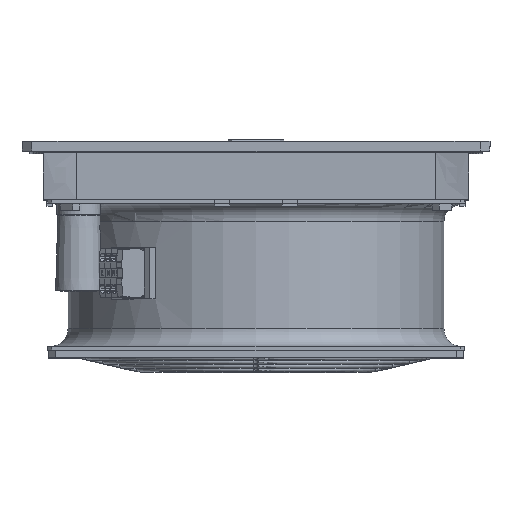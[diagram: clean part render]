
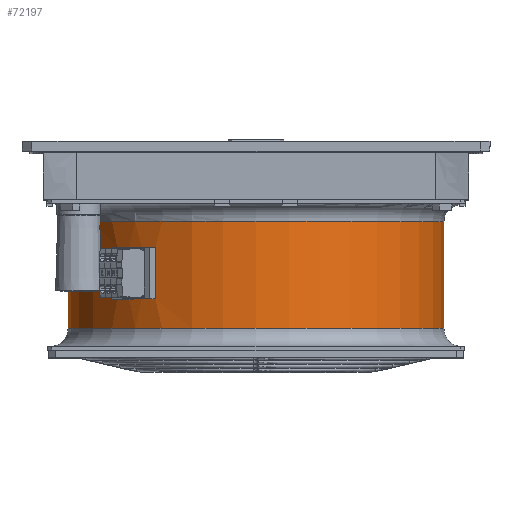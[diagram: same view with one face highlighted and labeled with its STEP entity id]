
A CAD part, top view. The second image highlights one B-rep face of the part: STEP entity #72197.
In plain terms, the highlighted cylindrical face has radius 128.5 mm (diameter 257 mm), a full revolution.
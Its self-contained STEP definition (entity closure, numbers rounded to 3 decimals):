
#1316 = FACE_BOUND ( 'NONE', #60437, .T. ) ;
#1961 = VECTOR ( 'NONE', #36073, 1000. ) ;
#3297 = CARTESIAN_POINT ( 'NONE',  ( 0., 33., 0. ) ) ;
#3319 = VERTEX_POINT ( 'NONE', #9845 ) ;
#3664 = VERTEX_POINT ( 'NONE', #72397 ) ;
#4288 = VERTEX_POINT ( 'NONE', #25331 ) ;
#5747 = FACE_OUTER_BOUND ( 'NONE', #10074, .T. ) ;
#7538 = VERTEX_POINT ( 'NONE', #21324 ) ;
#9039 = DIRECTION ( 'NONE',  ( 1., 0., 0. ) ) ;
#9845 = CARTESIAN_POINT ( 'NONE',  ( 94.895, 33., 86.644 ) ) ;
#10074 = EDGE_LOOP ( 'NONE', ( #26848 ) ) ;
#11795 = CARTESIAN_POINT ( 'NONE',  ( 0., 15., 128.5 ) ) ;
#14866 = EDGE_CURVE ( 'NONE', #7538, #7538, #25129, .T. ) ;
#16210 = AXIS2_PLACEMENT_3D ( 'NONE', #60695, #65443, #60206 ) ;
#19574 = EDGE_CURVE ( 'NONE', #23519, #4288, #50627, .T. ) ;
#21324 = CARTESIAN_POINT ( 'NONE',  ( 0., 88., 128.5 ) ) ;
#23357 = LINE ( 'NONE', #48207, #34028 ) ;
#23519 = VERTEX_POINT ( 'NONE', #25649 ) ;
#24889 = DIRECTION ( 'NONE',  ( 0., 1., 0. ) ) ;
#24924 = CARTESIAN_POINT ( 'NONE',  ( 94.895, 146.307, 86.644 ) ) ;
#25129 = CIRCLE ( 'NONE', #16210, 128.5 ) ;
#25151 = CARTESIAN_POINT ( 'NONE',  ( 0., 15., 0. ) ) ;
#25331 = CARTESIAN_POINT ( 'NONE',  ( 94.895, 68., 86.644 ) ) ;
#25649 = CARTESIAN_POINT ( 'NONE',  ( 68.849, 68., 108.499 ) ) ;
#26296 = DIRECTION ( 'NONE',  ( 0., -1., 0. ) ) ;
#26848 = ORIENTED_EDGE ( 'NONE', *, *, #14866, .F. ) ;
#27648 = AXIS2_PLACEMENT_3D ( 'NONE', #25151, #70625, #36547 ) ;
#31929 = DIRECTION ( 'NONE',  ( -1., 0., 0. ) ) ;
#31943 = CIRCLE ( 'NONE', #45149, 128.5 ) ;
#34028 = VECTOR ( 'NONE', #24889, 1000. ) ;
#34427 = EDGE_CURVE ( 'NONE', #3319, #3664, #31943, .T. ) ;
#34991 = DIRECTION ( 'NONE',  ( 0., 0., 1. ) ) ;
#36073 = DIRECTION ( 'NONE',  ( 0., -1., 0. ) ) ;
#36547 = DIRECTION ( 'NONE',  ( 0., 0., 1. ) ) ;
#39382 = EDGE_CURVE ( 'NONE', #3664, #23519, #23357, .T. ) ;
#42072 = LINE ( 'NONE', #24924, #1961 ) ;
#44917 = VERTEX_POINT ( 'NONE', #11795 ) ;
#45149 = AXIS2_PLACEMENT_3D ( 'NONE', #3297, #26296, #9039 ) ;
#45415 = ORIENTED_EDGE ( 'NONE', *, *, #64639, .T. ) ;
#46306 = ORIENTED_EDGE ( 'NONE', *, *, #39382, .T. ) ;
#48207 = CARTESIAN_POINT ( 'NONE',  ( 68.849, 146.307, 108.499 ) ) ;
#48416 = ORIENTED_EDGE ( 'NONE', *, *, #34427, .T. ) ;
#49434 = CYLINDRICAL_SURFACE ( 'NONE', #69797, 128.5 ) ;
#50627 = CIRCLE ( 'NONE', #66484, 128.5 ) ;
#53359 = ORIENTED_EDGE ( 'NONE', *, *, #53563, .T. ) ;
#53539 = EDGE_LOOP ( 'NONE', ( #53359 ) ) ;
#53563 = EDGE_CURVE ( 'NONE', #44917, #44917, #64975, .T. ) ;
#55013 = DIRECTION ( 'NONE',  ( 0., 1., 0. ) ) ;
#55247 = CARTESIAN_POINT ( 'NONE',  ( 0., 68., 0. ) ) ;
#60206 = DIRECTION ( 'NONE',  ( 0., 0., 1. ) ) ;
#60437 = EDGE_LOOP ( 'NONE', ( #48416, #46306, #71632, #45415 ) ) ;
#60695 = CARTESIAN_POINT ( 'NONE',  ( 0., 88., 0. ) ) ;
#64543 = FACE_OUTER_BOUND ( 'NONE', #53539, .T. ) ;
#64639 = EDGE_CURVE ( 'NONE', #4288, #3319, #42072, .T. ) ;
#64975 = CIRCLE ( 'NONE', #27648, 128.5 ) ;
#65443 = DIRECTION ( 'NONE',  ( 0., 1., 0. ) ) ;
#66484 = AXIS2_PLACEMENT_3D ( 'NONE', #55247, #55013, #31929 ) ;
#69059 = CARTESIAN_POINT ( 'NONE',  ( 0., 146.307, 0. ) ) ;
#69308 = DIRECTION ( 'NONE',  ( 0., 1., 0. ) ) ;
#69797 = AXIS2_PLACEMENT_3D ( 'NONE', #69059, #69308, #34991 ) ;
#70625 = DIRECTION ( 'NONE',  ( 0., 1., 0. ) ) ;
#71632 = ORIENTED_EDGE ( 'NONE', *, *, #19574, .T. ) ;
#72197 = ADVANCED_FACE ( 'NONE', ( #64543, #5747, #1316 ), #49434, .T. ) ;
#72397 = CARTESIAN_POINT ( 'NONE',  ( 68.849, 33., 108.499 ) ) ;
